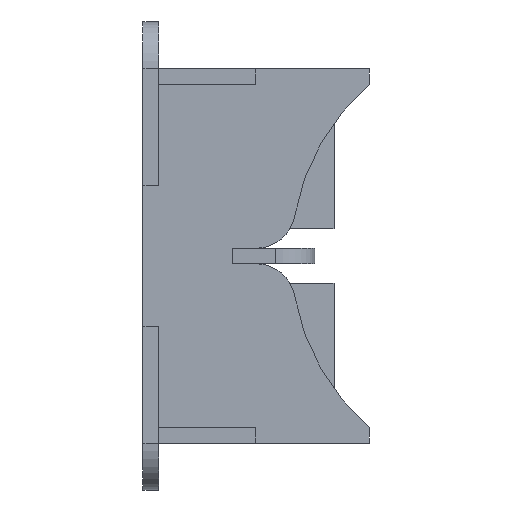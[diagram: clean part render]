
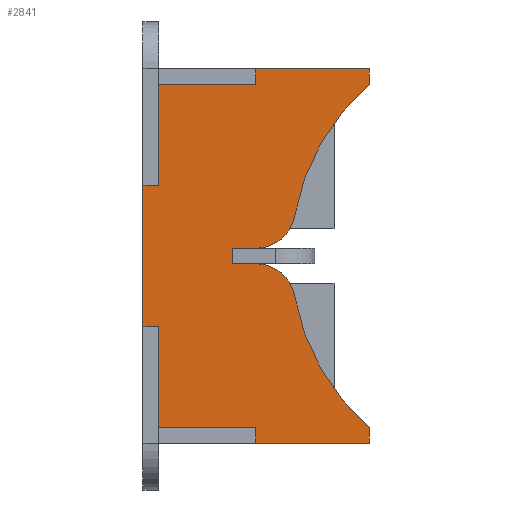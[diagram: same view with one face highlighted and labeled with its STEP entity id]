
A CAD part, left-side view. The second image highlights one B-rep face of the part: STEP entity #2841.
In plain terms, the highlighted planar face has unit normal (-1, 0, 0).
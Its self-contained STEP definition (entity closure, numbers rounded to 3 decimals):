
#73=CIRCLE('',#3037,10.);
#78=CIRCLE('',#3045,10.);
#79=CIRCLE('',#3049,58.4);
#80=CIRCLE('',#3051,58.4);
#249=FACE_OUTER_BOUND('',#421,.T.);
#421=EDGE_LOOP('',(#2469,#2470,#2471,#2472,#2473,#2474,#2475,#2476,#2477,
#2478,#2479,#2480,#2481,#2482,#2483,#2484,#2485,#2486,#2487,#2488));
#719=LINE('',#4463,#1067);
#737=LINE('',#4508,#1085);
#739=LINE('',#4511,#1087);
#743=LINE('',#4523,#1091);
#744=LINE('',#4526,#1092);
#746=LINE('',#4530,#1094);
#747=LINE('',#4532,#1095);
#748=LINE('',#4534,#1096);
#749=LINE('',#4536,#1097);
#750=LINE('',#4538,#1098);
#751=LINE('',#4540,#1099);
#752=LINE('',#4542,#1100);
#753=LINE('',#4544,#1101);
#754=LINE('',#4546,#1102);
#755=LINE('',#4548,#1103);
#756=LINE('',#4549,#1104);
#1067=VECTOR('',#3666,10.);
#1085=VECTOR('',#3698,10.);
#1087=VECTOR('',#3702,10.);
#1091=VECTOR('',#3716,10.);
#1092=VECTOR('',#3719,10.);
#1094=VECTOR('',#3723,10.);
#1095=VECTOR('',#3724,10.);
#1096=VECTOR('',#3725,10.);
#1097=VECTOR('',#3726,10.);
#1098=VECTOR('',#3727,10.);
#1099=VECTOR('',#3728,10.);
#1100=VECTOR('',#3729,10.);
#1101=VECTOR('',#3730,10.);
#1102=VECTOR('',#3731,10.);
#1103=VECTOR('',#3732,10.);
#1104=VECTOR('',#3733,10.);
#1345=VERTEX_POINT('',#4450);
#1346=VERTEX_POINT('',#4451);
#1350=VERTEX_POINT('',#4461);
#1368=VERTEX_POINT('',#4501);
#1369=VERTEX_POINT('',#4503);
#1370=VERTEX_POINT('',#4507);
#1371=VERTEX_POINT('',#4513);
#1372=VERTEX_POINT('',#4517);
#1373=VERTEX_POINT('',#4521);
#1374=VERTEX_POINT('',#4525);
#1375=VERTEX_POINT('',#4529);
#1376=VERTEX_POINT('',#4531);
#1377=VERTEX_POINT('',#4533);
#1378=VERTEX_POINT('',#4535);
#1379=VERTEX_POINT('',#4537);
#1380=VERTEX_POINT('',#4539);
#1381=VERTEX_POINT('',#4541);
#1382=VERTEX_POINT('',#4543);
#1383=VERTEX_POINT('',#4545);
#1384=VERTEX_POINT('',#4547);
#1711=EDGE_CURVE('',#1345,#1346,#73,.T.);
#1717=EDGE_CURVE('',#1345,#1350,#719,.T.);
#1737=EDGE_CURVE('',#1368,#1369,#78,.T.);
#1739=EDGE_CURVE('',#1370,#1369,#737,.T.);
#1741=EDGE_CURVE('',#1350,#1370,#739,.T.);
#1742=EDGE_CURVE('',#1371,#1346,#79,.T.);
#1745=EDGE_CURVE('',#1368,#1372,#80,.T.);
#1747=EDGE_CURVE('',#1373,#1372,#743,.T.);
#1748=EDGE_CURVE('',#1371,#1374,#744,.T.);
#1750=EDGE_CURVE('',#1375,#1373,#746,.T.);
#1751=EDGE_CURVE('',#1375,#1376,#747,.T.);
#1752=EDGE_CURVE('',#1376,#1377,#748,.T.);
#1753=EDGE_CURVE('',#1378,#1377,#749,.T.);
#1754=EDGE_CURVE('',#1379,#1378,#750,.T.);
#1755=EDGE_CURVE('',#1380,#1379,#751,.T.);
#1756=EDGE_CURVE('',#1381,#1380,#752,.T.);
#1757=EDGE_CURVE('',#1382,#1381,#753,.T.);
#1758=EDGE_CURVE('',#1382,#1383,#754,.T.);
#1759=EDGE_CURVE('',#1383,#1384,#755,.T.);
#1760=EDGE_CURVE('',#1374,#1384,#756,.T.);
#2469=ORIENTED_EDGE('',*,*,#1711,.F.);
#2470=ORIENTED_EDGE('',*,*,#1717,.T.);
#2471=ORIENTED_EDGE('',*,*,#1741,.T.);
#2472=ORIENTED_EDGE('',*,*,#1739,.T.);
#2473=ORIENTED_EDGE('',*,*,#1737,.F.);
#2474=ORIENTED_EDGE('',*,*,#1745,.T.);
#2475=ORIENTED_EDGE('',*,*,#1747,.F.);
#2476=ORIENTED_EDGE('',*,*,#1750,.F.);
#2477=ORIENTED_EDGE('',*,*,#1751,.T.);
#2478=ORIENTED_EDGE('',*,*,#1752,.T.);
#2479=ORIENTED_EDGE('',*,*,#1753,.F.);
#2480=ORIENTED_EDGE('',*,*,#1754,.F.);
#2481=ORIENTED_EDGE('',*,*,#1755,.F.);
#2482=ORIENTED_EDGE('',*,*,#1756,.F.);
#2483=ORIENTED_EDGE('',*,*,#1757,.F.);
#2484=ORIENTED_EDGE('',*,*,#1758,.T.);
#2485=ORIENTED_EDGE('',*,*,#1759,.T.);
#2486=ORIENTED_EDGE('',*,*,#1760,.F.);
#2487=ORIENTED_EDGE('',*,*,#1748,.F.);
#2488=ORIENTED_EDGE('',*,*,#1742,.T.);
#2695=PLANE('',#3054);
#2841=ADVANCED_FACE('',(#249),#2695,.F.);
#3037=AXIS2_PLACEMENT_3D('',#4452,#3656,#3657);
#3045=AXIS2_PLACEMENT_3D('',#4504,#3693,#3694);
#3049=AXIS2_PLACEMENT_3D('',#4514,#3705,#3706);
#3051=AXIS2_PLACEMENT_3D('',#4519,#3711,#3712);
#3054=AXIS2_PLACEMENT_3D('',#4528,#3721,#3722);
#3656=DIRECTION('center_axis',(1.,0.,0.));
#3657=DIRECTION('ref_axis',(0.,-0.642,0.767));
#3666=DIRECTION('',(0.,1.,0.));
#3693=DIRECTION('center_axis',(1.,0.,0.));
#3694=DIRECTION('ref_axis',(0.,-0.642,-0.767));
#3698=DIRECTION('',(0.,-1.,0.));
#3702=DIRECTION('',(0.,0.,1.));
#3705=DIRECTION('center_axis',(1.,0.,0.));
#3706=DIRECTION('ref_axis',(0.,0.658,-0.753));
#3711=DIRECTION('center_axis',(1.,0.,0.));
#3712=DIRECTION('ref_axis',(0.,0.658,-0.753));
#3716=DIRECTION('',(0.,0.,-1.));
#3719=DIRECTION('',(0.,0.,-1.));
#3721=DIRECTION('center_axis',(1.,0.,0.));
#3722=DIRECTION('ref_axis',(0.,1.,0.));
#3723=DIRECTION('',(0.,-1.,0.));
#3724=DIRECTION('',(0.,0.,-1.));
#3725=DIRECTION('',(0.,1.,0.));
#3726=DIRECTION('',(0.,0.,1.));
#3727=DIRECTION('',(0.,-1.,0.));
#3728=DIRECTION('',(0.,0.,1.));
#3729=DIRECTION('',(0.,1.,0.));
#3730=DIRECTION('',(0.,0.,1.));
#3731=DIRECTION('',(0.,-1.,0.));
#3732=DIRECTION('',(0.,0.,-1.));
#3733=DIRECTION('',(0.,1.,0.));
#4450=CARTESIAN_POINT('',(-84.,-2.561,-9.));
#4451=CARTESIAN_POINT('',(-84.,-12.406,-17.246));
#4452=CARTESIAN_POINT('Origin',(-84.,-2.561,-19.));
#4461=CARTESIAN_POINT('',(-84.,3.5,-9.));
#4463=CARTESIAN_POINT('',(-84.,14.,-9.));
#4501=CARTESIAN_POINT('',(-84.,-12.406,3.246));
#4503=CARTESIAN_POINT('',(-84.,-2.561,-5.));
#4504=CARTESIAN_POINT('Origin',(-84.,-2.561,5.));
#4507=CARTESIAN_POINT('',(-84.,3.5,-5.));
#4508=CARTESIAN_POINT('',(-84.,6.483,-5.));
#4511=CARTESIAN_POINT('',(-84.,3.5,-3.25));
#4513=CARTESIAN_POINT('',(-84.,-31.5,-51.));
#4514=CARTESIAN_POINT('Origin',(-84.,-69.9,-7.));
#4517=CARTESIAN_POINT('',(-84.,-31.5,37.));
#4519=CARTESIAN_POINT('Origin',(-84.,-69.9,-7.));
#4521=CARTESIAN_POINT('',(-84.,-31.5,41.));
#4523=CARTESIAN_POINT('',(-84.,-31.5,41.));
#4525=CARTESIAN_POINT('',(-84.,-31.5,-55.));
#4526=CARTESIAN_POINT('',(-84.,-31.5,41.));
#4528=CARTESIAN_POINT('Origin',(-84.,24.5,-1.5));
#4529=CARTESIAN_POINT('',(-84.,-2.5,41.));
#4530=CARTESIAN_POINT('',(-84.,26.5,41.));
#4531=CARTESIAN_POINT('',(-84.,-2.5,37.));
#4532=CARTESIAN_POINT('',(-84.,-2.5,41.));
#4533=CARTESIAN_POINT('',(-84.,22.5,37.));
#4534=CARTESIAN_POINT('',(-84.,-2.5,37.));
#4535=CARTESIAN_POINT('',(-84.,22.5,11.));
#4536=CARTESIAN_POINT('',(-84.,22.5,11.));
#4537=CARTESIAN_POINT('',(-84.,26.5,11.));
#4538=CARTESIAN_POINT('',(-84.,26.5,11.));
#4539=CARTESIAN_POINT('',(-84.,26.5,-25.));
#4540=CARTESIAN_POINT('',(-84.,26.5,-55.));
#4541=CARTESIAN_POINT('',(-84.,22.5,-25.));
#4542=CARTESIAN_POINT('',(-84.,22.5,-25.));
#4543=CARTESIAN_POINT('',(-84.,22.5,-51.));
#4544=CARTESIAN_POINT('',(-84.,22.5,-55.));
#4545=CARTESIAN_POINT('',(-84.,-2.5,-51.));
#4546=CARTESIAN_POINT('',(-84.,26.5,-51.));
#4547=CARTESIAN_POINT('',(-84.,-2.5,-55.));
#4548=CARTESIAN_POINT('',(-84.,-2.5,-51.));
#4549=CARTESIAN_POINT('',(-84.,-31.5,-55.));
